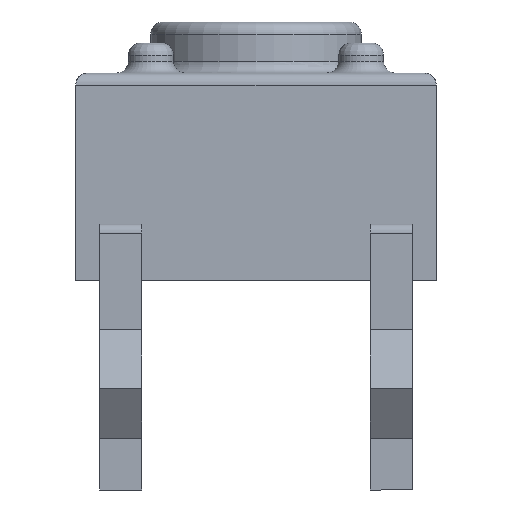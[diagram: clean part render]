
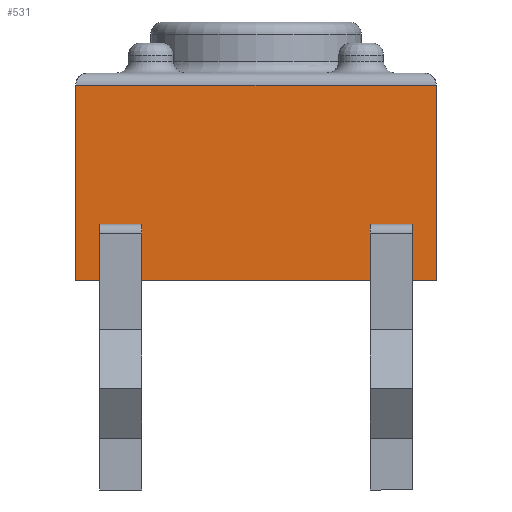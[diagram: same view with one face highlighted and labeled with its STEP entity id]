
A CAD part, left-side view. The second image highlights one B-rep face of the part: STEP entity #531.
In plain terms, the highlighted planar face has unit normal (-1, 0, 0).
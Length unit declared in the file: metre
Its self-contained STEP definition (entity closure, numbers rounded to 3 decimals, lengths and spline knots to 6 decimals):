
#367 = EDGE_CURVE( '', #942, #1013, #1014, .T. );
#423 = EDGE_CURVE( '', #1110, #1111, #1112, .T. );
#491 = EDGE_CURVE( '', #1110, #1219, #1220, .T. );
#521 = EDGE_CURVE( '', #1262, #942, #1263, .T. );
#523 = EDGE_CURVE( '', #1190, #937, #1265, .T. );
#531 = ADVANCED_FACE( '', ( #1275 ), #1276, .F. );
#547 = EDGE_CURVE( '', #1190, #1298, #1299, .T. );
#559 = EDGE_CURVE( '', #1111, #1298, #1314, .T. );
#717 = EDGE_CURVE( '', #1219, #1083, #1524, .T. );
#741 = EDGE_CURVE( '', #1013, #1083, #1551, .T. );
#811 = EDGE_CURVE( '', #1627, #1428, #1639, .T. );
#843 = EDGE_CURVE( '', #1262, #1428, #1680, .T. );
#857 = EDGE_CURVE( '', #937, #1627, #1696, .T. );
#937 = VERTEX_POINT( '', #1781 );
#942 = VERTEX_POINT( '', #1788 );
#1013 = VERTEX_POINT( '', #1895 );
#1014 = LINE( '', #1896, #1897 );
#1083 = VERTEX_POINT( '', #1992 );
#1110 = VERTEX_POINT( '', #2028 );
#1111 = VERTEX_POINT( '', #2029 );
#1112 = LINE( '', #2030, #2031 );
#1190 = VERTEX_POINT( '', #2139 );
#1219 = VERTEX_POINT( '', #2182 );
#1220 = LINE( '', #2183, #2184 );
#1262 = VERTEX_POINT( '', #2241 );
#1263 = LINE( '', #2242, #2243 );
#1265 = LINE( '', #2246, #2247 );
#1275 = FACE_OUTER_BOUND( '', #2262, .T. );
#1276 = PLANE( '', #2263 );
#1298 = VERTEX_POINT( '', #2293 );
#1299 = LINE( '', #2294, #2295 );
#1314 = LINE( '', #2321, #2322 );
#1428 = VERTEX_POINT( '', #2487 );
#1524 = LINE( '', #2646, #2647 );
#1551 = LINE( '', #2694, #2695 );
#1627 = VERTEX_POINT( '', #2812 );
#1639 = LINE( '', #2831, #2832 );
#1680 = LINE( '', #2893, #2894 );
#1696 = LINE( '', #2929, #2930 );
#1781 = CARTESIAN_POINT( '', ( -0.003, 0.003008, 0.006742 ) );
#1788 = CARTESIAN_POINT( '', ( -0.003, 0.001908, 0.004426 ) );
#1895 = CARTESIAN_POINT( '', ( -0.003, 0.001908, 0.003492 ) );
#1896 = CARTESIAN_POINT( '', ( -0.003, 0.001908, 0.004426 ) );
#1897 = VECTOR( '', #3126, 1. );
#1992 = CARTESIAN_POINT( '', ( -0.003, -0.001892, 0.003492 ) );
#2028 = CARTESIAN_POINT( '', ( -0.003, -0.002592, 0.004426 ) );
#2029 = CARTESIAN_POINT( '', ( -0.003, -0.002592, 0.003492 ) );
#2030 = CARTESIAN_POINT( '', ( -0.003, -0.002592, 0.004426 ) );
#2031 = VECTOR( '', #3225, 1. );
#2139 = CARTESIAN_POINT( '', ( -0.003, -0.002992, 0.006742 ) );
#2182 = CARTESIAN_POINT( '', ( -0.003, -0.001892, 0.004426 ) );
#2183 = CARTESIAN_POINT( '', ( -0.003, -0.002592, 0.004426 ) );
#2184 = VECTOR( '', #3338, 1. );
#2241 = CARTESIAN_POINT( '', ( -0.003, 0.002608, 0.004426 ) );
#2242 = CARTESIAN_POINT( '', ( -0.003, 0.002608, 0.004426 ) );
#2243 = VECTOR( '', #3394, 1. );
#2246 = CARTESIAN_POINT( '', ( -0.003, 0.003008, 0.006742 ) );
#2247 = VECTOR( '', #3395, 1. );
#2262 = EDGE_LOOP( '', ( #3402, #3403, #3404, #3405, #3406, #3407, #3408, #3409, #3410, #3411, #3412, #3413 ) );
#2263 = AXIS2_PLACEMENT_3D( '', #3414, #3415, #3416 );
#2293 = CARTESIAN_POINT( '', ( -0.003, -0.002992, 0.003492 ) );
#2294 = CARTESIAN_POINT( '', ( -0.003, -0.002992, 0.006942 ) );
#2295 = VECTOR( '', #3455, 1. );
#2321 = CARTESIAN_POINT( '', ( -0.003, 0.003008, 0.003492 ) );
#2322 = VECTOR( '', #3461, 1. );
#2487 = CARTESIAN_POINT( '', ( -0.003, 0.002608, 0.003492 ) );
#2646 = CARTESIAN_POINT( '', ( -0.003, -0.001892, 0.004426 ) );
#2647 = VECTOR( '', #3710, 1. );
#2694 = CARTESIAN_POINT( '', ( -0.003, 0.003008, 0.003492 ) );
#2695 = VECTOR( '', #3731, 1. );
#2812 = CARTESIAN_POINT( '', ( -0.003, 0.003008, 0.003492 ) );
#2831 = CARTESIAN_POINT( '', ( -0.003, 0.003008, 0.003492 ) );
#2832 = VECTOR( '', #3883, 1. );
#2893 = CARTESIAN_POINT( '', ( -0.003, 0.002608, 0.004426 ) );
#2894 = VECTOR( '', #3957, 1. );
#2929 = CARTESIAN_POINT( '', ( -0.003, 0.003008, 0.006942 ) );
#2930 = VECTOR( '', #3970, 1. );
#3126 = DIRECTION( '', ( 0., 0., -1. ) );
#3225 = DIRECTION( '', ( 0., 0., -1. ) );
#3338 = DIRECTION( '', ( 0., 1., 0. ) );
#3394 = DIRECTION( '', ( 0., -1., 0. ) );
#3395 = DIRECTION( '', ( 0., 1., 0. ) );
#3402 = ORIENTED_EDGE( '', *, *, #547, .F. );
#3403 = ORIENTED_EDGE( '', *, *, #523, .T. );
#3404 = ORIENTED_EDGE( '', *, *, #857, .T. );
#3405 = ORIENTED_EDGE( '', *, *, #811, .T. );
#3406 = ORIENTED_EDGE( '', *, *, #843, .F. );
#3407 = ORIENTED_EDGE( '', *, *, #521, .T. );
#3408 = ORIENTED_EDGE( '', *, *, #367, .T. );
#3409 = ORIENTED_EDGE( '', *, *, #741, .T. );
#3410 = ORIENTED_EDGE( '', *, *, #717, .F. );
#3411 = ORIENTED_EDGE( '', *, *, #491, .F. );
#3412 = ORIENTED_EDGE( '', *, *, #423, .T. );
#3413 = ORIENTED_EDGE( '', *, *, #559, .T. );
#3414 = CARTESIAN_POINT( '', ( -0.003, 0.003008, 0.006942 ) );
#3415 = DIRECTION( '', ( 1., 0., 0. ) );
#3416 = DIRECTION( '', ( 0., 1., 0. ) );
#3455 = DIRECTION( '', ( 0., 0., -1. ) );
#3461 = DIRECTION( '', ( 0., -1., 0. ) );
#3710 = DIRECTION( '', ( 0., 0., -1. ) );
#3731 = DIRECTION( '', ( 0., -1., 0. ) );
#3883 = DIRECTION( '', ( 0., -1., 0. ) );
#3957 = DIRECTION( '', ( 0., 0., -1. ) );
#3970 = DIRECTION( '', ( 0., 0., -1. ) );
